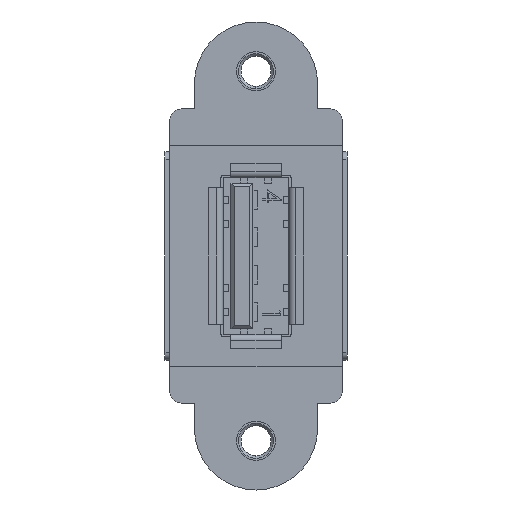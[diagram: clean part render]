
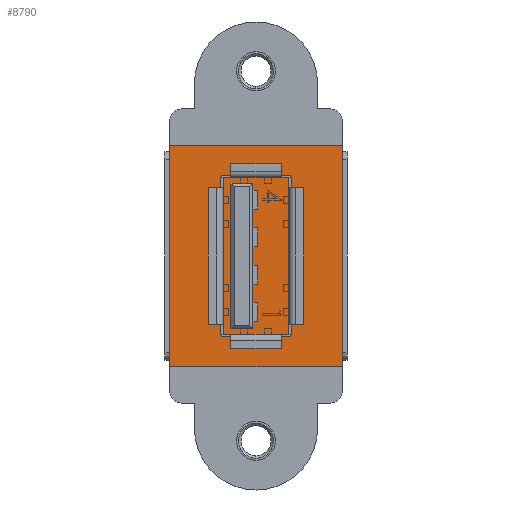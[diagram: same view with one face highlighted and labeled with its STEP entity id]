
A CAD part, left-side view. The second image highlights one B-rep face of the part: STEP entity #8790.
In plain terms, the highlighted face is planar.
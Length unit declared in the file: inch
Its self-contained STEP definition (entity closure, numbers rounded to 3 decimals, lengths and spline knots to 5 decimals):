
#2276 = CARTESIAN_POINT ( 'NONE',  ( 0.35433, 0.27559, -0.35433 ) ) ;
#2355 = DIRECTION ( 'NONE',  ( -1., 0., 0. ) ) ;
#2356 = VECTOR ( 'NONE', #2355, 39.37008 ) ;
#2358 = CARTESIAN_POINT ( 'NONE',  ( -0.35433, 0.27559, -0.35433 ) ) ;
#2362 = LINE ( 'NONE', #2358, #2356 ) ;
#2781 = CARTESIAN_POINT ( 'NONE',  ( -0.35433, 0.27559, -0.35433 ) ) ;
#4350 = VERTEX_POINT ( 'NONE', #2276 ) ;
#4367 = EDGE_CURVE ( 'NONE', #4350, #4634, #2362, .T. ) ;
#4634 = VERTEX_POINT ( 'NONE', #2781 ) ;
#8775 = ORIENTED_EDGE ( 'NONE', *, *, #8784, .T. ) ;
#8781 = ORIENTED_EDGE ( 'NONE', *, *, #4367, .T. ) ;
#8783 = ORIENTED_EDGE ( 'NONE', *, *, #10605, .T. ) ;
#8784 = EDGE_CURVE ( 'NONE', #4634, #10548, #12132, .T. ) ;
#8788 = ORIENTED_EDGE ( 'NONE', *, *, #8797, .T. ) ;
#8790 = ADVANCED_FACE ( 'NONE', ( #12145 ), #12133, .T. ) ;
#8797 = EDGE_CURVE ( 'NONE', #10609, #4350, #12178, .T. ) ;
#8805 = EDGE_LOOP ( 'NONE', ( #8775, #8783, #8788, #8781 ) ) ;
#10548 = VERTEX_POINT ( 'NONE', #16361 ) ;
#10605 = EDGE_CURVE ( 'NONE', #10548, #10609, #16447, .T. ) ;
#10609 = VERTEX_POINT ( 'NONE', #16433 ) ;
#12132 = LINE ( 'NONE', #12185, #12183 ) ;
#12133 = PLANE ( 'NONE',  #12192 ) ;
#12145 = FACE_OUTER_BOUND ( 'NONE', #8805, .T. ) ;
#12174 = DIRECTION ( 'NONE',  ( 1., 0., 0. ) ) ;
#12175 = DIRECTION ( 'NONE',  ( 0., 0., 1. ) ) ;
#12178 = LINE ( 'NONE', #12230, #12225 ) ;
#12182 = DIRECTION ( 'NONE',  ( 0., -1., 0. ) ) ;
#12183 = VECTOR ( 'NONE', #12182, 39.37008 ) ;
#12185 = CARTESIAN_POINT ( 'NONE',  ( -0.35433, 0.27559, -0.35433 ) ) ;
#12189 = CARTESIAN_POINT ( 'NONE',  ( -0.35433, -0.27559, -0.35433 ) ) ;
#12192 = AXIS2_PLACEMENT_3D ( 'NONE', #12189, #12175, #12174 ) ;
#12224 = DIRECTION ( 'NONE',  ( 0., 1., 0. ) ) ;
#12225 = VECTOR ( 'NONE', #12224, 39.37008 ) ;
#12230 = CARTESIAN_POINT ( 'NONE',  ( 0.35433, 0.27559, -0.35433 ) ) ;
#16361 = CARTESIAN_POINT ( 'NONE',  ( -0.35433, -0.27559, -0.35433 ) ) ;
#16433 = CARTESIAN_POINT ( 'NONE',  ( 0.35433, -0.27559, -0.35433 ) ) ;
#16437 = DIRECTION ( 'NONE',  ( 1., 0., 0. ) ) ;
#16438 = VECTOR ( 'NONE', #16437, 39.37008 ) ;
#16439 = CARTESIAN_POINT ( 'NONE',  ( -0.35433, -0.27559, -0.35433 ) ) ;
#16447 = LINE ( 'NONE', #16439, #16438 ) ;
